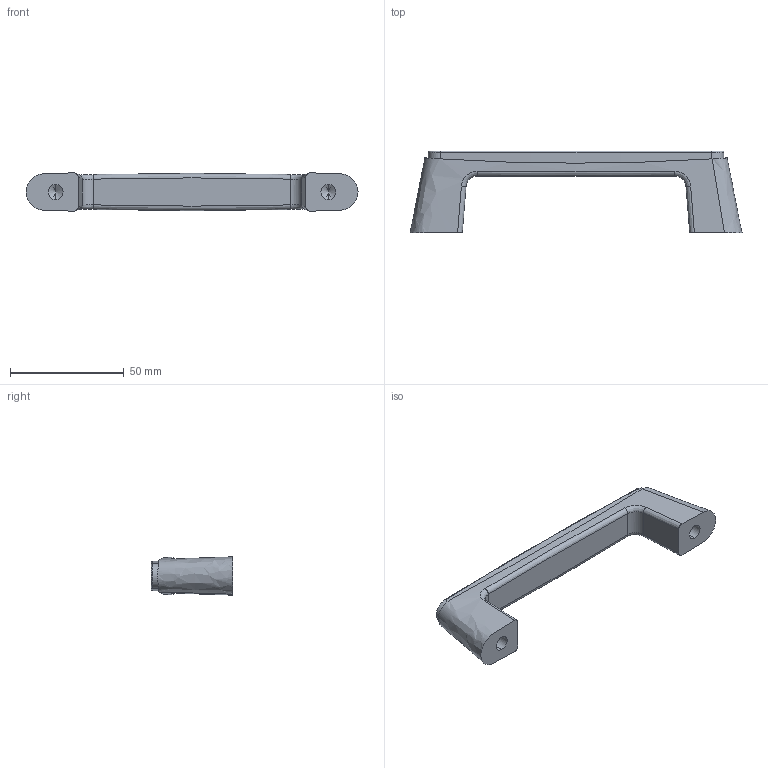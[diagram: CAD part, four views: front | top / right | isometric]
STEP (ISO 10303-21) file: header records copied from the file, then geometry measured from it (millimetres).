
FILE_DESCRIPTION (( 'STEP AP203' ), '1' );
FILE_NAME ('A-178-4_.STEP', '2008-09-18T11:32:37', ( ' ' ), ( ' ' ), 'SwSTEP 2.0', 'SolidWorks 2007', '' );
FILE_SCHEMA (( 'CONFIG_CONTROL_DESIGN' ));
Length unit declared in the file: millimetre
Products named in the file (3): A-178-4_; A-178-4妒薨_岞_棉太倌; A-178-4杮懱_岞_棉太倌
Assembly tree (2 placements, depth 2):
  A-178-4_
    A-178-4杮懱_岞_棉太倌
    A-178-4妒薨_岞_棉太倌
Bounding box: 146 x 36 x 16.85 mm (x, y, z)
Volume: 33791.4 mm3; surface area: 17943.6 mm2
Topology: 2 solids, 2 shells, 52 faces, 123 edges, 75 vertices
Faces by surface type: cylinder 22, bspline 12, plane 9, torus 5, cone 4
Entity records: 2605 total; most frequent: CARTESIAN_POINT 1187, ORIENTED_EDGE 238, DIRECTION 233, EDGE_CURVE 119, AXIS2_PLACEMENT_3D 102, VERTEX_POINT 75, CIRCLE 57, EDGE_LOOP 56
